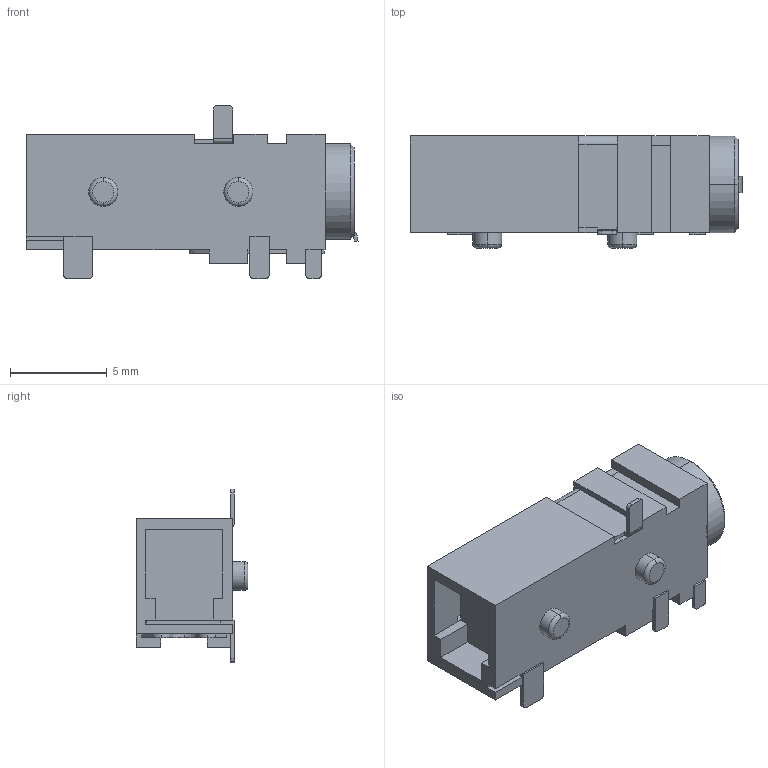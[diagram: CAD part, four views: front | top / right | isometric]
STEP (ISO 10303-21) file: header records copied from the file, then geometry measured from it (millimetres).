
FILE_DESCRIPTION(('STEP AP214'),'1');
FILE_NAME('sj-43514-smt-tr.stp','2018-08-31T11:54:50',('TraceParts'),('TraceParts S.A.'),'Spatial InterOp 3D',' ',' ');
FILE_SCHEMA(('automotive_design'));
Length unit declared in the file: millimetre
Products named in the file (1): sj-43514-smt-tr
Bounding box: 17.2 x 5.8 x 9 mm (x, y, z)
Volume: 446.8 mm3; surface area: 575.9 mm2
Topology: 1 solids, 1 shells, 188 faces, 527 edges, 344 vertices
Faces by surface type: plane 145, cylinder 35, cone 4, torus 4
Entity records: 7528 total; most frequent: CARTESIAN_POINT 1078, ORIENTED_EDGE 1054, DIRECTION 987, EDGE_CURVE 527, LINE 437, VECTOR 437, VERTEX_POINT 344, AXIS2_PLACEMENT_3D 275
